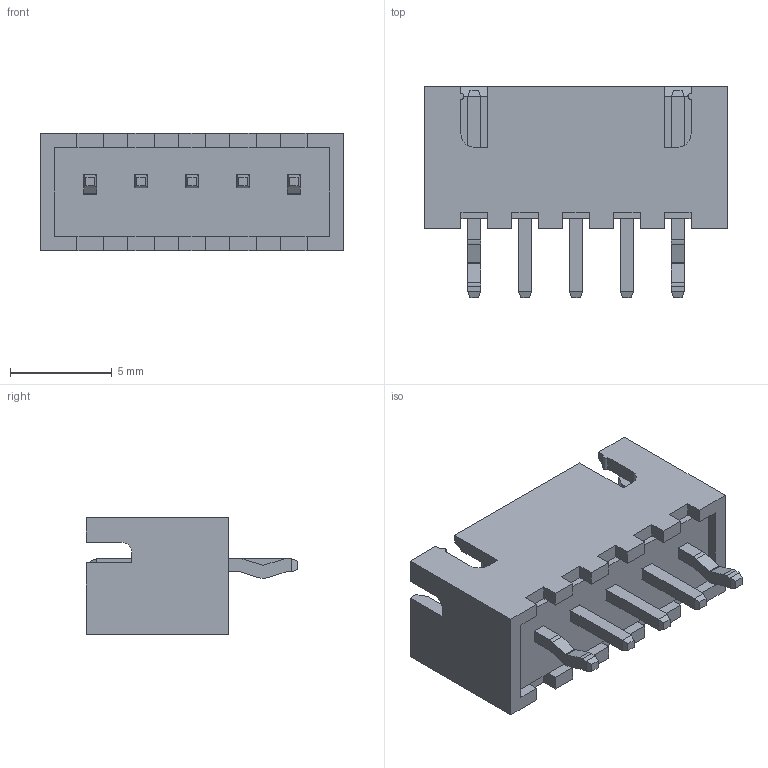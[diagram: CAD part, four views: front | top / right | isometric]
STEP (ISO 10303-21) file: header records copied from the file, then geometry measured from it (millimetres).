
FILE_DESCRIPTION (( 'STEP AP214' ), '1' );
FILE_NAME ('B5B-XH-A.STEP', '2023-11-14T13:42:25', ( '' ), ( '' ), 'SwSTEP 2.0', 'SolidWorks 2021', '' );
FILE_SCHEMA (( 'AUTOMOTIVE_DESIGN' ));
Length unit declared in the file: millimetre
Products named in the file (2): B5B-XH-A; BxB-XH-A_05
Assembly tree (1 placements, depth 2):
  B5B-XH-A
    BxB-XH-A_05
Bounding box: 14.9 x 10.4 x 5.75 mm (x, y, z)
Volume: 231 mm3; surface area: 803.9 mm2
Topology: 6 solids, 6 shells, 221 faces, 563 edges, 354 vertices
Faces by surface type: plane 202, cylinder 19
Entity records: 6613 total; most frequent: CARTESIAN_POINT 1151, ORIENTED_EDGE 1126, DIRECTION 1047, EDGE_CURVE 563, VECTOR 523, LINE 523, VERTEX_POINT 354, AXIS2_PLACEMENT_3D 262
